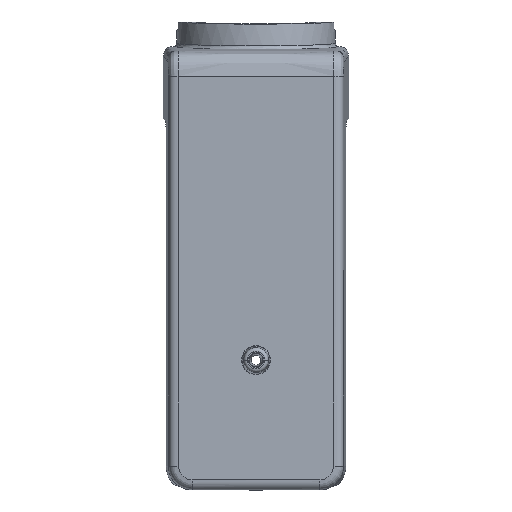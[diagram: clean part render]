
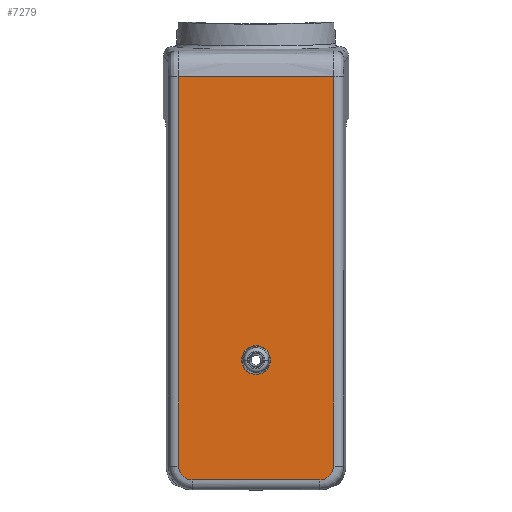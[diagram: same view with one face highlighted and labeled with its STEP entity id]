
A CAD part, top view. The second image highlights one B-rep face of the part: STEP entity #7279.
In plain terms, the highlighted planar face has unit normal (0, 0, 1).
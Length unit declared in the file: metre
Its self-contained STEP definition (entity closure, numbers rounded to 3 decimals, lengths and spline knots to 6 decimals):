
#636=DIRECTION('',(-1.,0.,0.));
#637=VECTOR('',#636,0.0177);
#638=CARTESIAN_POINT('',(0.00885,-0.065597,0.0215));
#639=LINE('',#638,#637);
#649=CARTESIAN_POINT('',(0.,-0.049,0.0215));
#650=DIRECTION('',(0.,0.,-1.));
#651=DIRECTION('',(1.,0.,0.));
#652=AXIS2_PLACEMENT_3D('',#649,#650,#651);
#654=CARTESIAN_POINT('',(0.,-0.049,0.0215));
#655=DIRECTION('',(0.,0.,-1.));
#656=DIRECTION('',(-1.,0.,0.));
#657=AXIS2_PLACEMENT_3D('',#654,#655,#656);
#659=CARTESIAN_POINT('',(-0.00885,-0.0637,0.0215));
#660=DIRECTION('',(0.,0.,1.));
#661=DIRECTION('',(-1.,0.,0.));
#662=AXIS2_PLACEMENT_3D('',#659,#660,#661);
#664=DIRECTION('',(0.,-1.,0.));
#665=VECTOR('',#664,0.054069);
#666=CARTESIAN_POINT('',(-0.010747,-0.009631,
0.0215));
#667=LINE('',#666,#665);
#3538=DIRECTION('',(0.,-1.,0.));
#3539=VECTOR('',#3538,0.054069);
#3540=CARTESIAN_POINT('',(0.010747,-0.009631,
0.0215));
#3541=LINE('',#3540,#3539);
#3542=CARTESIAN_POINT('',(0.00885,-0.0637,0.0215));
#3543=DIRECTION('',(0.,0.,-1.));
#3544=DIRECTION('',(1.,0.,0.));
#3545=AXIS2_PLACEMENT_3D('',#3542,#3543,#3544);
#3589=DIRECTION('',(1.,0.,0.));
#3590=VECTOR('',#3589,0.021494);
#3591=CARTESIAN_POINT('',(-0.010747,-0.009631,
0.0215));
#3592=LINE('',#3591,#3590);
#3687=CARTESIAN_POINT('',(-0.010747,-0.0637,0.0215));
#5549=VERTEX_POINT('',#3687);
#5550=CARTESIAN_POINT('',(-0.00885,-0.065597,0.0215));
#5551=VERTEX_POINT('',#5550);
#5552=CARTESIAN_POINT('',(-0.010747,-0.009631,
0.0215));
#5553=VERTEX_POINT('',#5552);
#5554=CARTESIAN_POINT('',(0.010747,-0.009631,
0.0215));
#5555=CARTESIAN_POINT('',(0.010747,-0.0637,0.0215));
#5556=VERTEX_POINT('',#5554);
#5557=VERTEX_POINT('',#5555);
#5558=CARTESIAN_POINT('',(0.00885,-0.065597,0.0215));
#5559=VERTEX_POINT('',#5558);
#5560=CARTESIAN_POINT('',(-0.001997,-0.049,0.0215));
#5561=CARTESIAN_POINT('',(0.001997,-0.049,0.0215));
#5562=VERTEX_POINT('',#5560);
#5563=VERTEX_POINT('',#5561);
#7256=CARTESIAN_POINT('',(0.01285,-0.0055,0.0215));
#7257=DIRECTION('',(0.,0.,1.));
#7258=DIRECTION('',(-1.,0.,0.));
#7259=AXIS2_PLACEMENT_3D('',#7256,#7257,#7258);
#7260=PLANE('',#7259);
#7262=ORIENTED_EDGE('',*,*,#7261,.T.);
#7264=ORIENTED_EDGE('',*,*,#7263,.T.);
#7266=ORIENTED_EDGE('',*,*,#7265,.T.);
#7267=ORIENTED_EDGE('',*,*,#7247,.T.);
#7268=ORIENTED_EDGE('',*,*,#7231,.F.);
#7270=ORIENTED_EDGE('',*,*,#7269,.F.);
#7271=EDGE_LOOP('',(#7262,#7264,#7266,#7267,#7268,#7270));
#7272=FACE_OUTER_BOUND('',#7271,.F.);
#7274=ORIENTED_EDGE('',*,*,#7273,.F.);
#7276=ORIENTED_EDGE('',*,*,#7275,.F.);
#7277=EDGE_LOOP('',(#7274,#7276));
#7278=FACE_BOUND('',#7277,.F.);
#7279=ADVANCED_FACE('',(#7272,#7278),#7260,.T.);
#653=CIRCLE('',#652,0.001997);
#658=CIRCLE('',#657,0.001997);
#663=CIRCLE('',#662,0.001897);
#3546=CIRCLE('',#3545,0.001897);
#7231=EDGE_CURVE('',#5549,#5551,#663,.T.);
#7247=EDGE_CURVE('',#5559,#5551,#639,.T.);
#7261=EDGE_CURVE('',#5553,#5556,#3592,.T.);
#7263=EDGE_CURVE('',#5556,#5557,#3541,.T.);
#7265=EDGE_CURVE('',#5557,#5559,#3546,.T.);
#7269=EDGE_CURVE('',#5553,#5549,#667,.T.);
#7273=EDGE_CURVE('',#5563,#5562,#653,.T.);
#7275=EDGE_CURVE('',#5562,#5563,#658,.T.);
